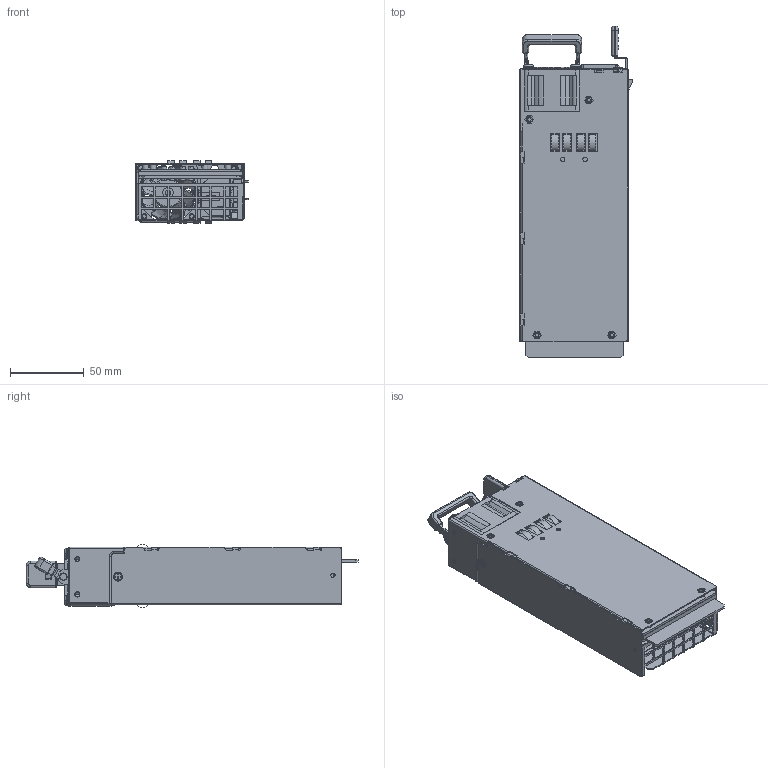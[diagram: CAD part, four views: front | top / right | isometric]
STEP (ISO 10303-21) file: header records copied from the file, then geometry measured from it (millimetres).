
FILE_DESCRIPTION((''),'2;1');
FILE_NAME('U1A-D10800-DRB-Z_ASM','2020-08-27T',('IPC39'),(''),'PRO/ENGINEER BY PARAMETRIC TECHNOLOGY CORPORATION, 2010480','PRO/ENGINEER BY PARAMETRIC TECHNOLOGY CORPORATION, 2010480','');
FILE_SCHEMA(('AUTOMOTIVE_DESIGN { 1 2 10303 214 0 1 1 1 }'));
Products named in the file (38): MANIFOLD_SOLID_BREP_228765_1; MANIFOLD_SOLID_BREP_231349_1; MANIFOLD_SOLID_BREP_231602_1; MANIFOLD_SOLID_BREP_231855_1; MANIFOLD_SOLID_BREP_232108_1; TANPAN-9_2; LUOZHU_1; U1A-D1XXXX-DRB-XIAGAI_1_ASM_1_ASM; DCTANPIAN_1_1_1; JIAOTAO_1_1_1; DCTANPIAN-1_ASM_1_ASM_1_ASM; MAODING-2_1; LASHOU_1_1; LASHOUJIAOTAO_AF0_1_1; LASHOU_ASM_1_ASM_1_ASM; MAODING-1_1; BV40FENGSHAN-28_1_1; LUO-01_1; MANIFOLD_SOLID_BREP_236161_2; MANIFOLD_SOLID_BREP_236279_1; MANIFOLD_SOLID_BREP_236397_1; MANIFOLD_SOLID_BREP_236515_1; MANIFOLD_SOLID_BREP_236633_1; 8888_1_1; U1ACZUO_1_ASM_1_ASM; LEDZUO-A1_1_1; LEDDENG_1_1; ZHUBAN_4; JIADAN-01_1; TONGQIAO_GOLDENFINGER_1; GOLDFINGER_2; PCBZULI_ASM_45_ASM; U1A-D1XXXX-DRB-SHANGGAI_9-1_1; SHANGGAIZUHE_ASM_1_ASM; JIAOPAN_1; BVBINGTOULUOSI_1_1_1; U1A-D1XXXX-DRB_AF1_ASM_1_ASM_7_ASM; U1A-D10800-DRB-Z_ASM
Assembly tree (50 placements, depth 4):
  U1A-D10800-DRB-Z_ASM
    U1A-D1XXXX-DRB_AF1_ASM_1_ASM_7_ASM
      U1A-D1XXXX-DRB-XIAGAI_1_ASM_1_ASM
        MANIFOLD_SOLID_BREP_228765_1
        MANIFOLD_SOLID_BREP_231349_1
        MANIFOLD_SOLID_BREP_231602_1
        MANIFOLD_SOLID_BREP_231855_1
        MANIFOLD_SOLID_BREP_232108_1
        TANPAN-9_2
        LUOZHU_1  x4
      DCTANPIAN-1_ASM_1_ASM_1_ASM
        DCTANPIAN_1_1_1
        JIAOTAO_1_1_1
      MAODING-2_1  x2
      LASHOU_ASM_1_ASM_1_ASM
        LASHOU_1_1
        LASHOUJIAOTAO_AF0_1_1
      MAODING-1_1  x2
      BV40FENGSHAN-28_1_1
      LUO-01_1  x4
      U1ACZUO_1_ASM_1_ASM
        MANIFOLD_SOLID_BREP_236161_2
        MANIFOLD_SOLID_BREP_236279_1
        MANIFOLD_SOLID_BREP_236397_1
        MANIFOLD_SOLID_BREP_236515_1
        MANIFOLD_SOLID_BREP_236633_1
        8888_1_1
      LEDZUO-A1_1_1
      LEDDENG_1_1
      PCBZULI_ASM_45_ASM
        ZHUBAN_4
        JIADAN-01_1
        TONGQIAO_GOLDENFINGER_1  x4
        GOLDFINGER_2
      SHANGGAIZUHE_ASM_1_ASM
        U1A-D1XXXX-DRB-SHANGGAI_9-1_1
        TANPAN-9_2
      JIAOPAN_1
      BVBINGTOULUOSI_1_1_1  x2
Bounding box: 76.3 x 224.8 x 42.55 mm (x, y, z)
Volume: 80638.5 mm3; surface area: 150263.5 mm2
Topology: 43 solids, 52 shells, 2633 faces, 7316 edges, 4764 vertices
Faces by surface type: plane 1147, cylinder 805, bspline 474, torus 105, cone 100, sphere 2
Entity records: 85018 total; most frequent: CARTESIAN_POINT 28495, ORIENTED_EDGE 11349, DIRECTION 10647, EDGE_CURVE 5685, VERTEX_POINT 3721, AXIS2_PLACEMENT_3D 3641, VECTOR 3365, LINE 3365
